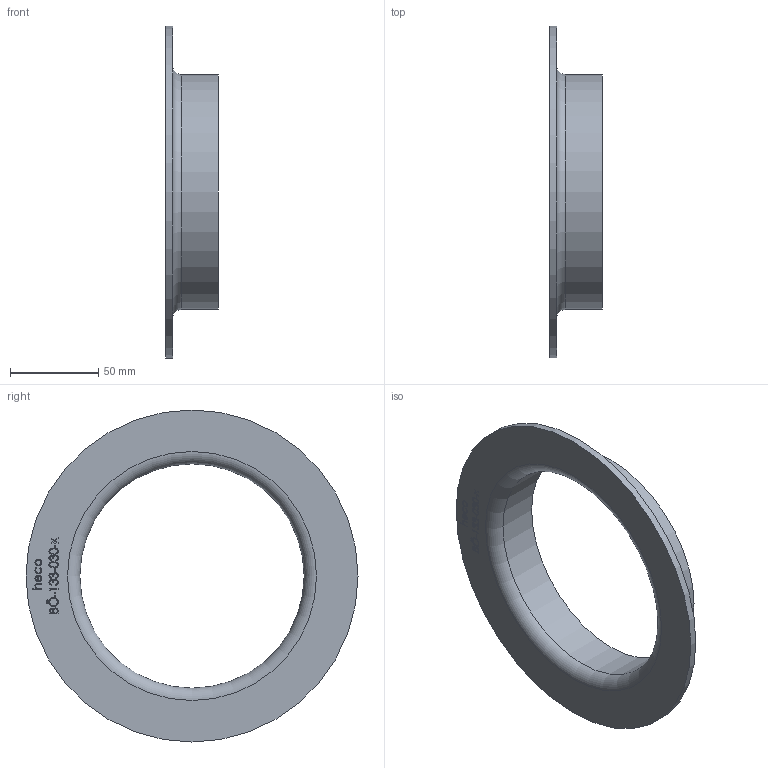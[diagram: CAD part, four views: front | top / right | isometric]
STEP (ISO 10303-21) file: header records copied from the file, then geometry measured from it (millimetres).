
FILE_DESCRIPTION (( 'STEP AP214' ), '1' );
FILE_NAME ('BÖ-133-030-x Vorschweissbördel 2012.STEP', '2020-12-03T10:35:55', ( '' ), ( '' ), 'SwSTEP 2.0', 'SolidWorks 2019', '' );
FILE_SCHEMA (( 'AUTOMOTIVE_DESIGN' ));
Length unit declared in the file: millimetre
Products named in the file (1): BÖ-133-030-x Vorschweissbördel 2012
Bounding box: 30 x 188 x 188 mm (x, y, z)
Volume: 90199.4 mm3; surface area: 53327.4 mm2
Topology: 1 solids, 1 shells, 214 faces, 556 edges, 370 vertices
Faces by surface type: bspline 120, plane 89, cylinder 3, torus 2
Full cylindrical faces by diameter (mm): 127 x1, 133 x1, 188 x1
Entity records: 15254 total; most frequent: CARTESIAN_POINT 8616, ORIENTED_EDGE 1102, EDGE_CURVE 551, DIRECTION 509, VERTEX_POINT 370, VECTOR 303, LINE 303, EDGE_LOOP 247
